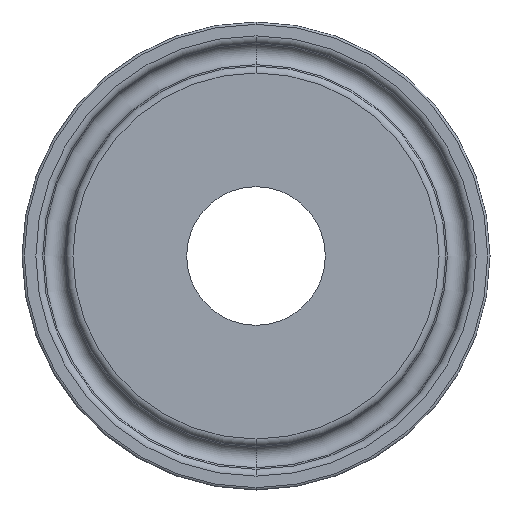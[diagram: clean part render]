
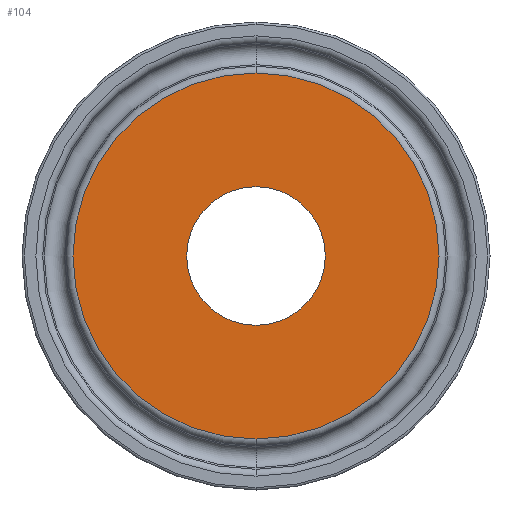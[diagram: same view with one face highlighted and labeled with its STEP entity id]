
A CAD part, front view. The second image highlights one B-rep face of the part: STEP entity #104.
In plain terms, the highlighted planar face has unit normal (0, -1, 0).
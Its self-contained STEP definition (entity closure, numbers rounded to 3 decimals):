
#4 = ORIENTED_EDGE ( 'NONE', *, *, #868, .T. ) ;
#43 = PLANE ( 'NONE',  #388 ) ;
#93 = CARTESIAN_POINT ( 'NONE',  ( 0., 0., 0. ) ) ;
#104 = ADVANCED_FACE ( 'NONE', ( #1092, #768 ), #43, .F. ) ;
#168 = EDGE_LOOP ( 'NONE', ( #595, #4 ) ) ;
#243 = ORIENTED_EDGE ( 'NONE', *, *, #969, .T. ) ;
#331 = VERTEX_POINT ( 'NONE', #1132 ) ;
#334 = CARTESIAN_POINT ( 'NONE',  ( 0., 0., 7.475 ) ) ;
#335 = CARTESIAN_POINT ( 'NONE',  ( 7.475, 0., 0. ) ) ;
#342 = CIRCLE ( 'NONE', #1059, 7.475 ) ;
#388 = AXIS2_PLACEMENT_3D ( 'NONE', #335, #746, #1159 ) ;
#413 = VERTEX_POINT ( 'NONE', #539 ) ;
#447 = ORIENTED_EDGE ( 'NONE', *, *, #717, .T. ) ;
#450 = CIRCLE ( 'NONE', #624, 7.475 ) ;
#491 = EDGE_CURVE ( 'NONE', #331, #600, #1152, .T. ) ;
#539 = CARTESIAN_POINT ( 'NONE',  ( 0., 0., -7.475 ) ) ;
#540 = CARTESIAN_POINT ( 'NONE',  ( 0., 0., 0. ) ) ;
#568 = AXIS2_PLACEMENT_3D ( 'NONE', #569, #1172, #1055 ) ;
#569 = CARTESIAN_POINT ( 'NONE',  ( 0., 0., 0. ) ) ;
#583 = DIRECTION ( 'NONE',  ( 0., 1., 0. ) ) ;
#595 = ORIENTED_EDGE ( 'NONE', *, *, #491, .T. ) ;
#600 = VERTEX_POINT ( 'NONE', #1316 ) ;
#624 = AXIS2_PLACEMENT_3D ( 'NONE', #1199, #583, #1222 ) ;
#630 = DIRECTION ( 'NONE',  ( 0., 0., 1. ) ) ;
#717 = EDGE_CURVE ( 'NONE', #413, #1313, #342, .T. ) ;
#746 = DIRECTION ( 'NONE',  ( 0., 1., 0. ) ) ;
#768 = FACE_BOUND ( 'NONE', #1174, .T. ) ;
#868 = EDGE_CURVE ( 'NONE', #600, #331, #1273, .T. ) ;
#955 = DIRECTION ( 'NONE',  ( 0., -1., 0. ) ) ;
#969 = EDGE_CURVE ( 'NONE', #1313, #413, #450, .T. ) ;
#1019 = AXIS2_PLACEMENT_3D ( 'NONE', #540, #955, #1278 ) ;
#1055 = DIRECTION ( 'NONE',  ( 0., 0., 1. ) ) ;
#1059 = AXIS2_PLACEMENT_3D ( 'NONE', #93, #1121, #630 ) ;
#1092 = FACE_OUTER_BOUND ( 'NONE', #168, .T. ) ;
#1121 = DIRECTION ( 'NONE',  ( 0., 1., 0. ) ) ;
#1132 = CARTESIAN_POINT ( 'NONE',  ( 0., 0., 19.747 ) ) ;
#1152 = CIRCLE ( 'NONE', #568, 19.747 ) ;
#1159 = DIRECTION ( 'NONE',  ( 0., 0., 1. ) ) ;
#1172 = DIRECTION ( 'NONE',  ( 0., -1., 0. ) ) ;
#1174 = EDGE_LOOP ( 'NONE', ( #243, #447 ) ) ;
#1199 = CARTESIAN_POINT ( 'NONE',  ( 0., 0., 0. ) ) ;
#1222 = DIRECTION ( 'NONE',  ( 0., 0., 1. ) ) ;
#1273 = CIRCLE ( 'NONE', #1019, 19.747 ) ;
#1278 = DIRECTION ( 'NONE',  ( 0., 0., 1. ) ) ;
#1313 = VERTEX_POINT ( 'NONE', #334 ) ;
#1316 = CARTESIAN_POINT ( 'NONE',  ( 0., 0., -19.747 ) ) ;
